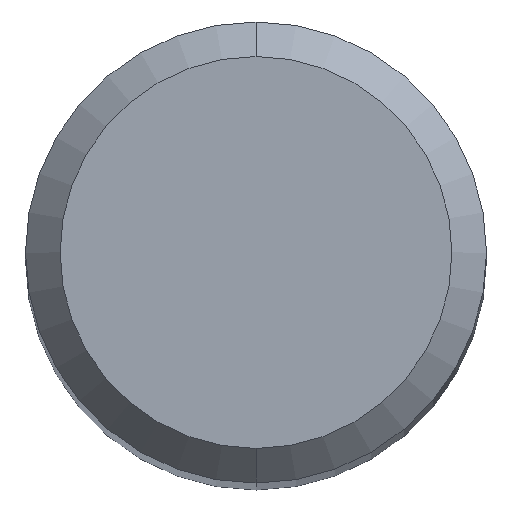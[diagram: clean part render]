
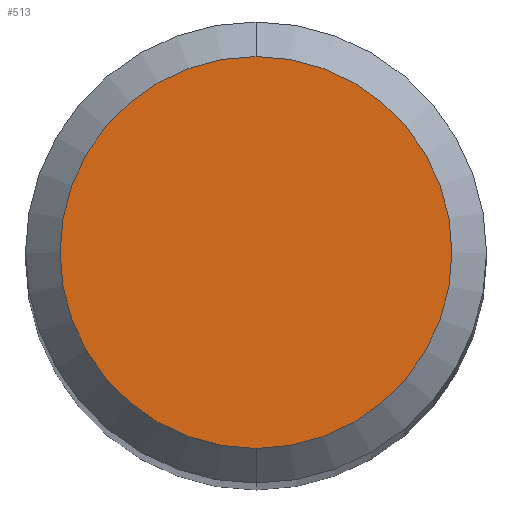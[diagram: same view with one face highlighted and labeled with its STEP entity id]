
A CAD part, top view. The second image highlights one B-rep face of the part: STEP entity #513.
In plain terms, the highlighted planar face has unit normal (0, 0, 1).
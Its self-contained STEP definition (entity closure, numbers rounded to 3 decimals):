
#513=ADVANCED_FACE('',(#1206),#1207,.T.);
#603=EDGE_CURVE('',#687,#989,#1308,.T.);
#687=VERTEX_POINT('',#1397);
#793=EDGE_CURVE('',#989,#687,#1512,.T.);
#989=VERTEX_POINT('',#1728);
#1206=FACE_OUTER_BOUND('',#2405,.T.);
#1207=PLANE('',#2406);
#1308=CIRCLE('',#2781,1.7);
#1397=CARTESIAN_POINT('',(0.0,1.7,0.0));
#1512=CIRCLE('',#3674,1.7);
#1728=CARTESIAN_POINT('',(0.,-1.7,0.0));
#2405=EDGE_LOOP('',(#5145,#5146));
#2406=AXIS2_PLACEMENT_3D('',#5147,#5148,#5149);
#2781=AXIS2_PLACEMENT_3D('',#5263,#5264,#5265);
#3674=AXIS2_PLACEMENT_3D('',#5466,#5467,#5468);
#5145=ORIENTED_EDGE('',*,*,#603,.F.);
#5146=ORIENTED_EDGE('',*,*,#793,.F.);
#5147=CARTESIAN_POINT('',(0.0,0.85,0.0));
#5148=DIRECTION('',(-0.0,0.0,1.0));
#5149=DIRECTION('',(0.0,-1.0,0.0));
#5263=CARTESIAN_POINT('',(0.0,0.0,0.0));
#5264=DIRECTION('',(0.0,0.0,-1.0));
#5265=DIRECTION('',(0.0,1.0,0.0));
#5466=CARTESIAN_POINT('',(0.0,0.0,0.0));
#5467=DIRECTION('',(0.0,0.0,-1.0));
#5468=DIRECTION('',(0.0,1.0,0.0));
